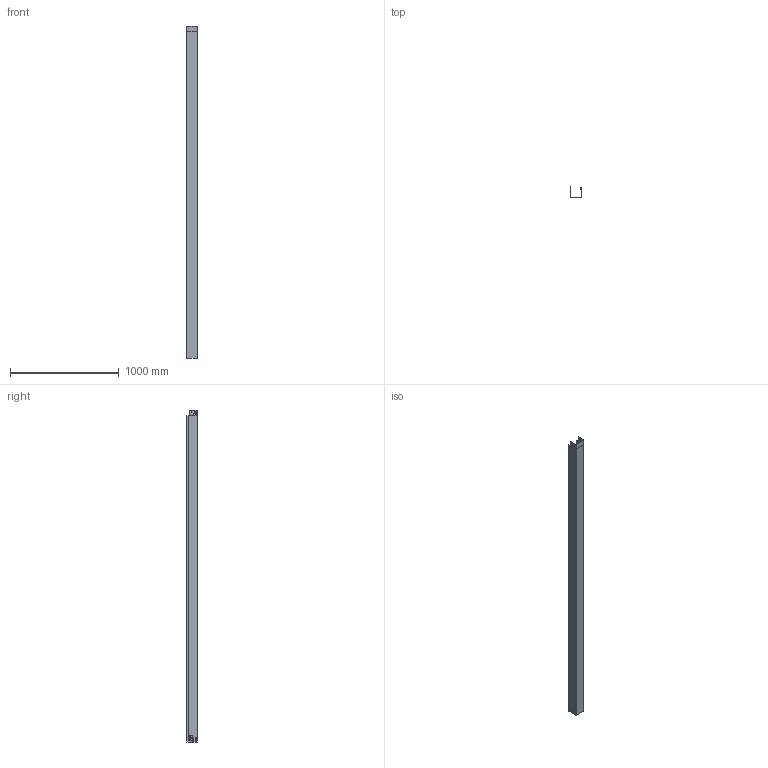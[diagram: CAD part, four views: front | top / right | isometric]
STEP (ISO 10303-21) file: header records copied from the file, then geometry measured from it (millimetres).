
FILE_DESCRIPTION (( 'STEP AP214' ), '1' );
FILE_NAME ('6059308.STEP', '2025-08-27T07:23:59', ( '' ), ( '' ), 'SwSTEP 2.0', 'SolidWorks 2024', '' );
FILE_SCHEMA (( 'AUTOMOTIVE_DESIGN' ));
Length unit declared in the file: millimetre
Products named in the file (1): 6059308
Bounding box: 103.5 x 101.25 x 3050 mm (x, y, z)
Volume: 894639.7 mm3; surface area: 1802257.4 mm2
Topology: 1 solids, 1 shells, 322 faces, 888 edges, 568 vertices
Faces by surface type: plane 150, cylinder 138, bspline 20, cone 6, torus 4, sphere 4
Entity records: 10869 total; most frequent: CARTESIAN_POINT 2513, ORIENTED_EDGE 1776, DIRECTION 1728, EDGE_CURVE 888, AXIS2_PLACEMENT_3D 591, VERTEX_POINT 568, VECTOR 546, LINE 546
